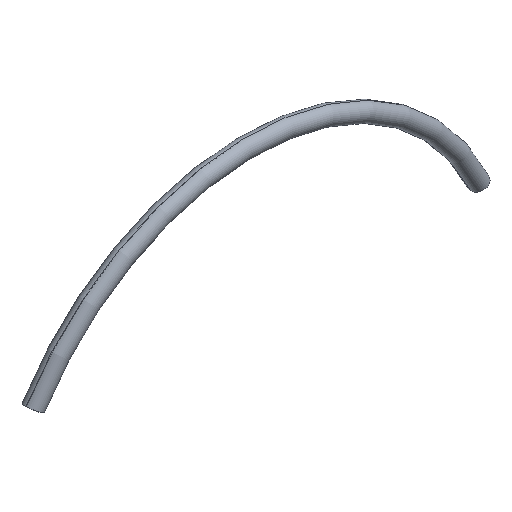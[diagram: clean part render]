
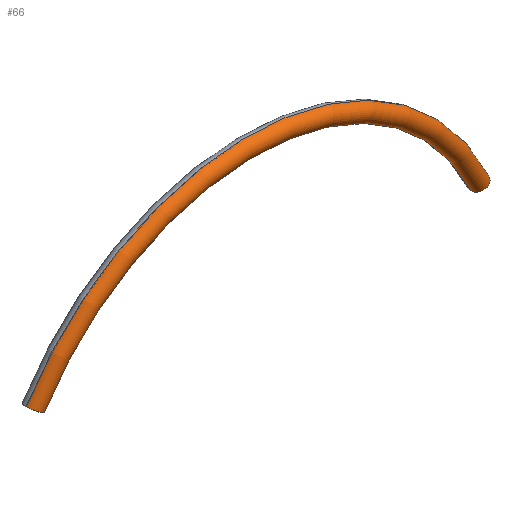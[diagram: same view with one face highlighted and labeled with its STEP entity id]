
A CAD part, isometric view. The second image highlights one B-rep face of the part: STEP entity #66.
In plain terms, the highlighted toroidal (fillet/blend) face has major radius 715 mm and minor radius 24.15 mm.
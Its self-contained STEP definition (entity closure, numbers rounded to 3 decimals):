
#1 = AXIS2_PLACEMENT_3D ( 'NONE', #125, #208, #165 ) ;
#2 = EDGE_CURVE ( 'NONE', #89, #160, #67, .T. ) ;
#9 = DIRECTION ( 'NONE',  ( 0., 0., -1. ) ) ;
#11 = CARTESIAN_POINT ( 'NONE',  ( 669.897, 0., 312.378 ) ) ;
#18 = DIRECTION ( 'NONE',  ( -0.848, 0., 0.53 ) ) ;
#44 = FACE_OUTER_BOUND ( 'NONE', #112, .T. ) ;
#47 = DIRECTION ( 'NONE',  ( 0., -1., 0. ) ) ;
#48 = CIRCLE ( 'NONE', #1, 690.85 ) ;
#52 = ORIENTED_EDGE ( 'NONE', *, *, #2, .T. ) ;
#61 = ORIENTED_EDGE ( 'NONE', *, *, #100, .F. ) ;
#64 = AXIS2_PLACEMENT_3D ( 'NONE', #99, #47, #9 ) ;
#66 = ADVANCED_FACE ( 'NONE', ( #44 ), #233, .T. ) ;
#67 = CIRCLE ( 'NONE', #147, 739.15 ) ;
#68 = ORIENTED_EDGE ( 'NONE', *, *, #219, .F. ) ;
#69 = VERTEX_POINT ( 'NONE', #123 ) ;
#80 = CIRCLE ( 'NONE', #186, 24.15 ) ;
#89 = VERTEX_POINT ( 'NONE', #11 ) ;
#95 = DIRECTION ( 'NONE',  ( 0., -1., 0. ) ) ;
#99 = CARTESIAN_POINT ( 'NONE',  ( 0., 0., 0. ) ) ;
#100 = EDGE_CURVE ( 'NONE', #69, #152, #48, .T. ) ;
#105 = CARTESIAN_POINT ( 'NONE',  ( -606.354, 0., 378.892 ) ) ;
#106 = DIRECTION ( 'NONE',  ( -0.53, 0., -0.848 ) ) ;
#108 = DIRECTION ( 'NONE',  ( 0.906, 0., 0.423 ) ) ;
#112 = EDGE_LOOP ( 'NONE', ( #138, #52, #68, #61 ) ) ;
#123 = CARTESIAN_POINT ( 'NONE',  ( 626.123, 0., 291.966 ) ) ;
#125 = CARTESIAN_POINT ( 'NONE',  ( 0., 0., 0. ) ) ;
#127 = CARTESIAN_POINT ( 'NONE',  ( -585.874, 0., 366.095 ) ) ;
#131 = AXIS2_PLACEMENT_3D ( 'NONE', #105, #106, #18 ) ;
#138 = ORIENTED_EDGE ( 'NONE', *, *, #240, .T. ) ;
#141 = DIRECTION ( 'NONE',  ( 0., 0., -1. ) ) ;
#147 = AXIS2_PLACEMENT_3D ( 'NONE', #156, #95, #141 ) ;
#149 = CARTESIAN_POINT ( 'NONE',  ( 648.01, 0., 302.172 ) ) ;
#152 = VERTEX_POINT ( 'NONE', #127 ) ;
#156 = CARTESIAN_POINT ( 'NONE',  ( 0., 0., 0. ) ) ;
#160 = VERTEX_POINT ( 'NONE', #179 ) ;
#165 = DIRECTION ( 'NONE',  ( 0., 0., -1. ) ) ;
#174 = CIRCLE ( 'NONE', #131, 24.15 ) ;
#179 = CARTESIAN_POINT ( 'NONE',  ( -626.835, 0., 391.69 ) ) ;
#186 = AXIS2_PLACEMENT_3D ( 'NONE', #149, #213, #108 ) ;
#208 = DIRECTION ( 'NONE',  ( 0., -1., 0. ) ) ;
#213 = DIRECTION ( 'NONE',  ( -0.423, 0., 0.906 ) ) ;
#219 = EDGE_CURVE ( 'NONE', #152, #160, #174, .T. ) ;
#233 = TOROIDAL_SURFACE ( 'NONE', #64, 715., 24.15 ) ;
#240 = EDGE_CURVE ( 'NONE', #69, #89, #80, .T. ) ;
